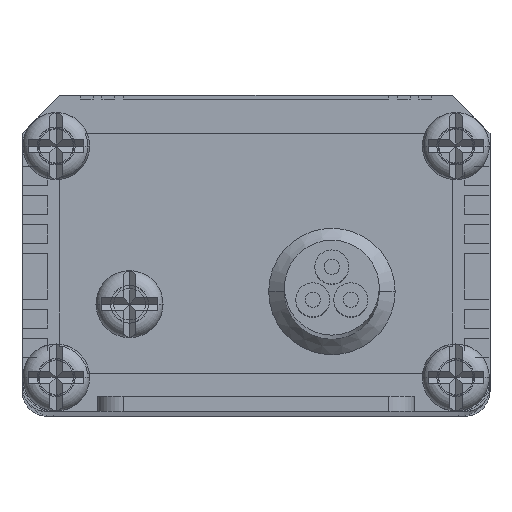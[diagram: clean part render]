
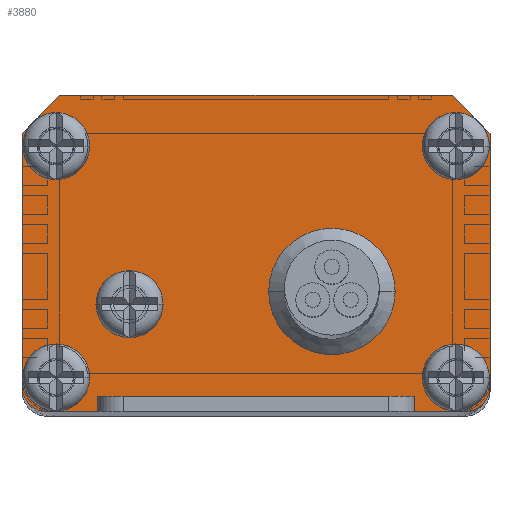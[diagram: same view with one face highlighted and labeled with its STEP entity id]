
A CAD part, top view. The second image highlights one B-rep face of the part: STEP entity #3880.
In plain terms, the highlighted planar face has unit normal (0, 0, 1).
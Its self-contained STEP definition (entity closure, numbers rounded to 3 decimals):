
#3241=CARTESIAN_POINT('',(-15.8,8.5,1.2));
#3242=DIRECTION('',(0.,0.,-1.));
#3243=DIRECTION('',(1.,0.,0.));
#3244=AXIS2_PLACEMENT_3D('',#3241,#3242,#3243);
#3246=CARTESIAN_POINT('',(-15.8,8.5,1.2));
#3247=DIRECTION('',(0.,0.,-1.));
#3248=DIRECTION('',(-1.,0.,0.));
#3249=AXIS2_PLACEMENT_3D('',#3246,#3247,#3248);
#3251=CARTESIAN_POINT('',(-15.8,-9.8,1.2));
#3252=DIRECTION('',(0.,0.,-1.));
#3253=DIRECTION('',(1.,0.,0.));
#3254=AXIS2_PLACEMENT_3D('',#3251,#3252,#3253);
#3256=CARTESIAN_POINT('',(-15.8,-9.8,1.2));
#3257=DIRECTION('',(0.,0.,-1.));
#3258=DIRECTION('',(-1.,0.,0.));
#3259=AXIS2_PLACEMENT_3D('',#3256,#3257,#3258);
#3261=CARTESIAN_POINT('',(15.8,8.5,1.2));
#3262=DIRECTION('',(0.,0.,-1.));
#3263=DIRECTION('',(1.,0.,0.));
#3264=AXIS2_PLACEMENT_3D('',#3261,#3262,#3263);
#3266=CARTESIAN_POINT('',(15.8,8.5,1.2));
#3267=DIRECTION('',(0.,0.,-1.));
#3268=DIRECTION('',(-1.,0.,0.));
#3269=AXIS2_PLACEMENT_3D('',#3266,#3267,#3268);
#3271=CARTESIAN_POINT('',(15.8,-9.8,1.2));
#3272=DIRECTION('',(0.,0.,-1.));
#3273=DIRECTION('',(1.,0.,0.));
#3274=AXIS2_PLACEMENT_3D('',#3271,#3272,#3273);
#3276=CARTESIAN_POINT('',(15.8,-9.8,1.2));
#3277=DIRECTION('',(0.,0.,-1.));
#3278=DIRECTION('',(-1.,0.,0.));
#3279=AXIS2_PLACEMENT_3D('',#3276,#3277,#3278);
#3281=DIRECTION('',(1.,0.,0.));
#3282=VECTOR('',#3281,25.);
#3283=CARTESIAN_POINT('',(-12.5,-11.3,1.2));
#3284=LINE('',#3283,#3282);
#3285=DIRECTION('',(0.,1.,0.));
#3286=VECTOR('',#3285,1.2);
#3287=CARTESIAN_POINT('',(-12.5,-12.5,1.2));
#3288=LINE('',#3287,#3286);
#3289=DIRECTION('',(1.,0.,0.));
#3290=VECTOR('',#3289,4.);
#3291=CARTESIAN_POINT('',(-16.5,-12.5,1.2));
#3292=LINE('',#3291,#3290);
#3293=CARTESIAN_POINT('',(-16.5,-10.5,1.2));
#3294=DIRECTION('',(0.,0.,1.));
#3295=DIRECTION('',(-1.,0.,0.));
#3296=AXIS2_PLACEMENT_3D('',#3293,#3294,#3295);
#3298=DIRECTION('',(0.,-1.,0.));
#3299=VECTOR('',#3298,20.);
#3300=CARTESIAN_POINT('',(-18.5,9.5,1.2));
#3301=LINE('',#3300,#3299);
#3302=DIRECTION('',(-0.707,-0.707,0.));
#3303=VECTOR('',#3302,4.243);
#3304=CARTESIAN_POINT('',(-15.5,12.5,1.2));
#3305=LINE('',#3304,#3303);
#3306=DIRECTION('',(-1.,0.,0.));
#3307=VECTOR('',#3306,31.);
#3308=CARTESIAN_POINT('',(15.5,12.5,1.2));
#3309=LINE('',#3308,#3307);
#3310=DIRECTION('',(-0.707,0.707,0.));
#3311=VECTOR('',#3310,4.243);
#3312=CARTESIAN_POINT('',(18.5,9.5,1.2));
#3313=LINE('',#3312,#3311);
#3314=DIRECTION('',(0.,1.,0.));
#3315=VECTOR('',#3314,20.);
#3316=CARTESIAN_POINT('',(18.5,-10.5,1.2));
#3317=LINE('',#3316,#3315);
#3318=CARTESIAN_POINT('',(16.5,-10.5,1.2));
#3319=DIRECTION('',(0.,0.,1.));
#3320=DIRECTION('',(0.,-1.,0.));
#3321=AXIS2_PLACEMENT_3D('',#3318,#3319,#3320);
#3323=DIRECTION('',(1.,0.,0.));
#3324=VECTOR('',#3323,4.);
#3325=CARTESIAN_POINT('',(12.5,-12.5,1.2));
#3326=LINE('',#3325,#3324);
#3327=DIRECTION('',(0.,1.,0.));
#3328=VECTOR('',#3327,1.2);
#3329=CARTESIAN_POINT('',(12.5,-12.5,1.2));
#3330=LINE('',#3329,#3328);
#3331=CARTESIAN_POINT('',(6.,-3.,1.2));
#3332=DIRECTION('',(0.,0.,1.));
#3333=DIRECTION('',(1.,0.,0.));
#3334=AXIS2_PLACEMENT_3D('',#3331,#3332,#3333);
#3336=CARTESIAN_POINT('',(6.,-3.,1.2));
#3337=DIRECTION('',(0.,0.,1.));
#3338=DIRECTION('',(-1.,0.,0.));
#3339=AXIS2_PLACEMENT_3D('',#3336,#3337,#3338);
#3341=CARTESIAN_POINT('',(-10.,-4.,1.2));
#3342=DIRECTION('',(0.,0.,1.));
#3343=DIRECTION('',(1.,0.,0.));
#3344=AXIS2_PLACEMENT_3D('',#3341,#3342,#3343);
#3346=CARTESIAN_POINT('',(-10.,-4.,1.2));
#3347=DIRECTION('',(0.,0.,1.));
#3348=DIRECTION('',(-1.,0.,0.));
#3349=AXIS2_PLACEMENT_3D('',#3346,#3347,#3348);
#3607=CARTESIAN_POINT('',(-14.45,8.5,1.2));
#3608=CARTESIAN_POINT('',(-17.15,8.5,1.2));
#3609=VERTEX_POINT('',#3607);
#3610=VERTEX_POINT('',#3608);
#3611=CARTESIAN_POINT('',(-14.45,-9.8,1.2));
#3612=CARTESIAN_POINT('',(-17.15,-9.8,1.2));
#3613=VERTEX_POINT('',#3611);
#3614=VERTEX_POINT('',#3612);
#3615=CARTESIAN_POINT('',(17.15,8.5,1.2));
#3616=CARTESIAN_POINT('',(14.45,8.5,1.2));
#3617=VERTEX_POINT('',#3615);
#3618=VERTEX_POINT('',#3616);
#3619=CARTESIAN_POINT('',(17.15,-9.8,1.2));
#3620=CARTESIAN_POINT('',(14.45,-9.8,1.2));
#3621=VERTEX_POINT('',#3619);
#3622=VERTEX_POINT('',#3620);
#3627=CARTESIAN_POINT('',(18.5,9.5,1.2));
#3628=VERTEX_POINT('',#3627);
#3629=CARTESIAN_POINT('',(15.5,12.5,1.2));
#3630=VERTEX_POINT('',#3629);
#3635=CARTESIAN_POINT('',(-15.5,12.5,1.2));
#3636=VERTEX_POINT('',#3635);
#3637=CARTESIAN_POINT('',(-18.5,9.5,1.2));
#3638=VERTEX_POINT('',#3637);
#3643=CARTESIAN_POINT('',(-18.5,-10.5,1.2));
#3644=VERTEX_POINT('',#3643);
#3645=CARTESIAN_POINT('',(-16.5,-12.5,1.2));
#3646=VERTEX_POINT('',#3645);
#3651=CARTESIAN_POINT('',(16.5,-12.5,1.2));
#3652=VERTEX_POINT('',#3651);
#3653=CARTESIAN_POINT('',(18.5,-10.5,1.2));
#3654=VERTEX_POINT('',#3653);
#3687=CARTESIAN_POINT('',(-12.5,-11.3,1.2));
#3688=CARTESIAN_POINT('',(12.5,-11.3,1.2));
#3689=VERTEX_POINT('',#3687);
#3690=VERTEX_POINT('',#3688);
#3691=CARTESIAN_POINT('',(-12.5,-12.5,1.2));
#3692=VERTEX_POINT('',#3691);
#3693=CARTESIAN_POINT('',(12.5,-12.5,1.2));
#3694=VERTEX_POINT('',#3693);
#3719=CARTESIAN_POINT('',(7.5,-3.,1.2));
#3720=CARTESIAN_POINT('',(4.5,-3.,1.2));
#3721=VERTEX_POINT('',#3719);
#3722=VERTEX_POINT('',#3720);
#3723=CARTESIAN_POINT('',(-8.75,-4.,1.2));
#3724=CARTESIAN_POINT('',(-11.25,-4.,1.2));
#3725=VERTEX_POINT('',#3723);
#3726=VERTEX_POINT('',#3724);
#3815=CARTESIAN_POINT('',(0.,0.,1.2));
#3816=DIRECTION('',(0.,0.,1.));
#3817=DIRECTION('',(1.,0.,0.));
#3818=AXIS2_PLACEMENT_3D('',#3815,#3816,#3817);
#3819=PLANE('',#3818);
#3821=ORIENTED_EDGE('',*,*,#3820,.F.);
#3823=ORIENTED_EDGE('',*,*,#3822,.F.);
#3825=ORIENTED_EDGE('',*,*,#3824,.F.);
#3827=ORIENTED_EDGE('',*,*,#3826,.F.);
#3829=ORIENTED_EDGE('',*,*,#3828,.F.);
#3831=ORIENTED_EDGE('',*,*,#3830,.F.);
#3833=ORIENTED_EDGE('',*,*,#3832,.F.);
#3835=ORIENTED_EDGE('',*,*,#3834,.F.);
#3837=ORIENTED_EDGE('',*,*,#3836,.F.);
#3839=ORIENTED_EDGE('',*,*,#3838,.F.);
#3841=ORIENTED_EDGE('',*,*,#3840,.F.);
#3843=ORIENTED_EDGE('',*,*,#3842,.T.);
#3844=EDGE_LOOP('',(#3821,#3823,#3825,#3827,#3829,#3831,#3833,#3835,#3837,#3839,
#3841,#3843));
#3845=FACE_OUTER_BOUND('',#3844,.F.);
#3846=ORIENTED_EDGE('',*,*,#3795,.F.);
#3847=ORIENTED_EDGE('',*,*,#3809,.F.);
#3848=EDGE_LOOP('',(#3846,#3847));
#3849=FACE_BOUND('',#3848,.F.);
#3851=ORIENTED_EDGE('',*,*,#3850,.F.);
#3853=ORIENTED_EDGE('',*,*,#3852,.F.);
#3854=EDGE_LOOP('',(#3851,#3853));
#3855=FACE_BOUND('',#3854,.F.);
#3857=ORIENTED_EDGE('',*,*,#3856,.F.);
#3859=ORIENTED_EDGE('',*,*,#3858,.F.);
#3860=EDGE_LOOP('',(#3857,#3859));
#3861=FACE_BOUND('',#3860,.F.);
#3863=ORIENTED_EDGE('',*,*,#3862,.F.);
#3865=ORIENTED_EDGE('',*,*,#3864,.F.);
#3866=EDGE_LOOP('',(#3863,#3865));
#3867=FACE_BOUND('',#3866,.F.);
#3869=ORIENTED_EDGE('',*,*,#3868,.T.);
#3871=ORIENTED_EDGE('',*,*,#3870,.T.);
#3872=EDGE_LOOP('',(#3869,#3871));
#3873=FACE_BOUND('',#3872,.F.);
#3875=ORIENTED_EDGE('',*,*,#3874,.T.);
#3877=ORIENTED_EDGE('',*,*,#3876,.T.);
#3878=EDGE_LOOP('',(#3875,#3877));
#3879=FACE_BOUND('',#3878,.F.);
#3880=ADVANCED_FACE('',(#3845,#3849,#3855,#3861,#3867,#3873,#3879),#3819,.T.);
#3245=CIRCLE('',#3244,1.35);
#3250=CIRCLE('',#3249,1.35);
#3255=CIRCLE('',#3254,1.35);
#3260=CIRCLE('',#3259,1.35);
#3265=CIRCLE('',#3264,1.35);
#3270=CIRCLE('',#3269,1.35);
#3275=CIRCLE('',#3274,1.35);
#3280=CIRCLE('',#3279,1.35);
#3297=CIRCLE('',#3296,2.);
#3322=CIRCLE('',#3321,2.);
#3335=CIRCLE('',#3334,1.5);
#3340=CIRCLE('',#3339,1.5);
#3345=CIRCLE('',#3344,1.25);
#3350=CIRCLE('',#3349,1.25);
#3795=EDGE_CURVE('',#3609,#3610,#3245,.T.);
#3809=EDGE_CURVE('',#3610,#3609,#3250,.T.);
#3820=EDGE_CURVE('',#3689,#3690,#3284,.T.);
#3822=EDGE_CURVE('',#3692,#3689,#3288,.T.);
#3824=EDGE_CURVE('',#3646,#3692,#3292,.T.);
#3826=EDGE_CURVE('',#3644,#3646,#3297,.T.);
#3828=EDGE_CURVE('',#3638,#3644,#3301,.T.);
#3830=EDGE_CURVE('',#3636,#3638,#3305,.T.);
#3832=EDGE_CURVE('',#3630,#3636,#3309,.T.);
#3834=EDGE_CURVE('',#3628,#3630,#3313,.T.);
#3836=EDGE_CURVE('',#3654,#3628,#3317,.T.);
#3838=EDGE_CURVE('',#3652,#3654,#3322,.T.);
#3840=EDGE_CURVE('',#3694,#3652,#3326,.T.);
#3842=EDGE_CURVE('',#3694,#3690,#3330,.T.);
#3850=EDGE_CURVE('',#3613,#3614,#3255,.T.);
#3852=EDGE_CURVE('',#3614,#3613,#3260,.T.);
#3856=EDGE_CURVE('',#3617,#3618,#3265,.T.);
#3858=EDGE_CURVE('',#3618,#3617,#3270,.T.);
#3862=EDGE_CURVE('',#3621,#3622,#3275,.T.);
#3864=EDGE_CURVE('',#3622,#3621,#3280,.T.);
#3868=EDGE_CURVE('',#3721,#3722,#3335,.T.);
#3870=EDGE_CURVE('',#3722,#3721,#3340,.T.);
#3874=EDGE_CURVE('',#3725,#3726,#3345,.T.);
#3876=EDGE_CURVE('',#3726,#3725,#3350,.T.);
